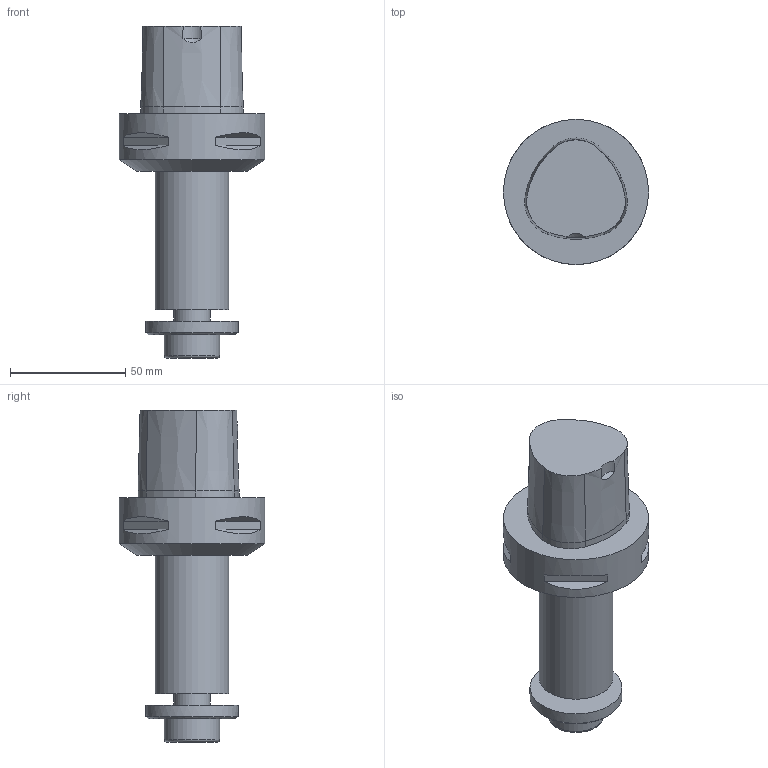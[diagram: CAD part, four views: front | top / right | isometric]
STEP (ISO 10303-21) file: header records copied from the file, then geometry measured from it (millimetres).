
FILE_DESCRIPTION(/* description */ (''),/* implementation_level */ '2;1');
FILE_NAME(/* name */ '1523259277238.stp',/* time_stamp */ '2018-04-09T09:34:44+02:00',/* author */ (''),/* organization */ ('SMS'),/* preprocessor_version */ 'ST-DEVELOPER v15',/* originating_system */ 'SIEMENS PLM Software NX 8.5',/* authorisation */ '');
FILE_SCHEMA (('AUTOMOTIVE_DESIGN { 1 0 10303 214 3 1 1 1 }'));
Length unit declared in the file: millimetre
Products named in the file (1): 201587598mod000_00
Bounding box: 63 x 63 x 144 mm (x, y, z)
Volume: 189614 mm3; surface area: 25552.7 mm2
Topology: 1 solids, 1 shells, 41 faces, 84 edges, 57 vertices
Faces by surface type: plane 19, cylinder 12, cone 9, torus 1
Full cylindrical faces by diameter (mm): 16 x1, 24 x1, 32 x1, 40 x1, 63 x1
Entity records: 1103 total; most frequent: DIRECTION 202, CARTESIAN_POINT 187, ORIENTED_EDGE 146, AXIS2_PLACEMENT_3D 87, EDGE_CURVE 73, EDGE_LOOP 58, VERTEX_POINT 51, ADVANCED_FACE 41
